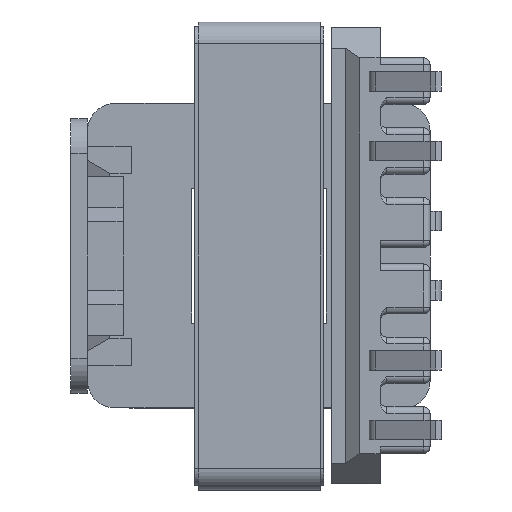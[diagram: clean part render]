
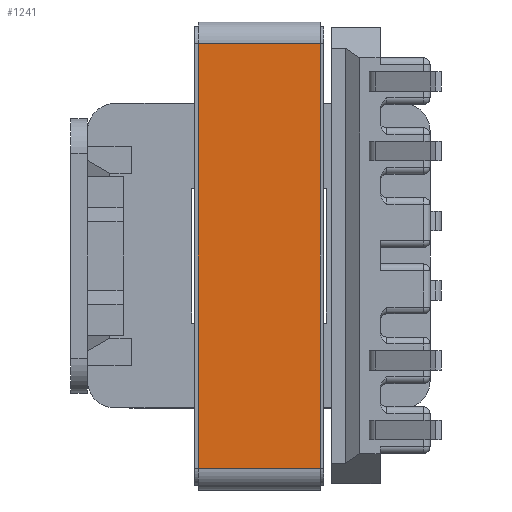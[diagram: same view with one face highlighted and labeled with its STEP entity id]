
A CAD part, left-side view. The second image highlights one B-rep face of the part: STEP entity #1241.
In plain terms, the highlighted planar face has unit normal (-1, 0, 0).
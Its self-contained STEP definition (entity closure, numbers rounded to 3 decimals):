
#733 = LINE ( 'NONE', #2994, #4848 ) ;
#1016 = CARTESIAN_POINT ( 'NONE',  ( -0.16, -16.07, 0. ) ) ;
#1241 = ADVANCED_FACE ( 'NONE', ( #6779 ), #16830, .T. ) ;
#1357 = EDGE_LOOP ( 'NONE', ( #18908, #6549, #3470, #16938 ) ) ;
#1398 = CARTESIAN_POINT ( 'NONE',  ( -0.16, -16.07, -4.45 ) ) ;
#2994 = CARTESIAN_POINT ( 'NONE',  ( -0.16, -0.64, -4.45 ) ) ;
#3003 = LINE ( 'NONE', #10163, #12356 ) ;
#3470 = ORIENTED_EDGE ( 'NONE', *, *, #6615, .T. ) ;
#3504 = CARTESIAN_POINT ( 'NONE',  ( -0.16, -16.07, -4.45 ) ) ;
#3682 = VERTEX_POINT ( 'NONE', #8220 ) ;
#4848 = VECTOR ( 'NONE', #6202, 1000. ) ;
#6202 = DIRECTION ( 'NONE',  ( 0., 0., 1. ) ) ;
#6549 = ORIENTED_EDGE ( 'NONE', *, *, #14983, .F. ) ;
#6615 = EDGE_CURVE ( 'NONE', #15522, #16804, #7706, .T. ) ;
#6779 = FACE_OUTER_BOUND ( 'NONE', #1357, .T. ) ;
#7233 = DIRECTION ( 'NONE',  ( 0., -1., 0. ) ) ;
#7706 = LINE ( 'NONE', #3504, #15080 ) ;
#8220 = CARTESIAN_POINT ( 'NONE',  ( -0.16, -0.64, 0. ) ) ;
#9347 = DIRECTION ( 'NONE',  ( 0., -1., 0. ) ) ;
#9619 = LINE ( 'NONE', #1016, #10110 ) ;
#10110 = VECTOR ( 'NONE', #7233, 1000. ) ;
#10163 = CARTESIAN_POINT ( 'NONE',  ( -0.16, -16.07, -4.45 ) ) ;
#11163 = DIRECTION ( 'NONE',  ( 0., -1., 0. ) ) ;
#11382 = EDGE_CURVE ( 'NONE', #16804, #11398, #3003, .T. ) ;
#11398 = VERTEX_POINT ( 'NONE', #17957 ) ;
#11957 = EDGE_CURVE ( 'NONE', #3682, #11398, #9619, .T. ) ;
#12252 = DIRECTION ( 'NONE',  ( -1., 0., 0. ) ) ;
#12356 = VECTOR ( 'NONE', #12978, 1000. ) ;
#12978 = DIRECTION ( 'NONE',  ( 0., 0., 1. ) ) ;
#13110 = CARTESIAN_POINT ( 'NONE',  ( -0.16, -16.07, -4.45 ) ) ;
#14983 = EDGE_CURVE ( 'NONE', #15522, #3682, #733, .T. ) ;
#15080 = VECTOR ( 'NONE', #11163, 1000. ) ;
#15345 = CARTESIAN_POINT ( 'NONE',  ( -0.16, -0.64, -4.45 ) ) ;
#15522 = VERTEX_POINT ( 'NONE', #15345 ) ;
#16804 = VERTEX_POINT ( 'NONE', #13110 ) ;
#16830 = PLANE ( 'NONE',  #17276 ) ;
#16938 = ORIENTED_EDGE ( 'NONE', *, *, #11382, .T. ) ;
#17276 = AXIS2_PLACEMENT_3D ( 'NONE', #1398, #12252, #9347 ) ;
#17957 = CARTESIAN_POINT ( 'NONE',  ( -0.16, -16.07, 0. ) ) ;
#18908 = ORIENTED_EDGE ( 'NONE', *, *, #11957, .F. ) ;
